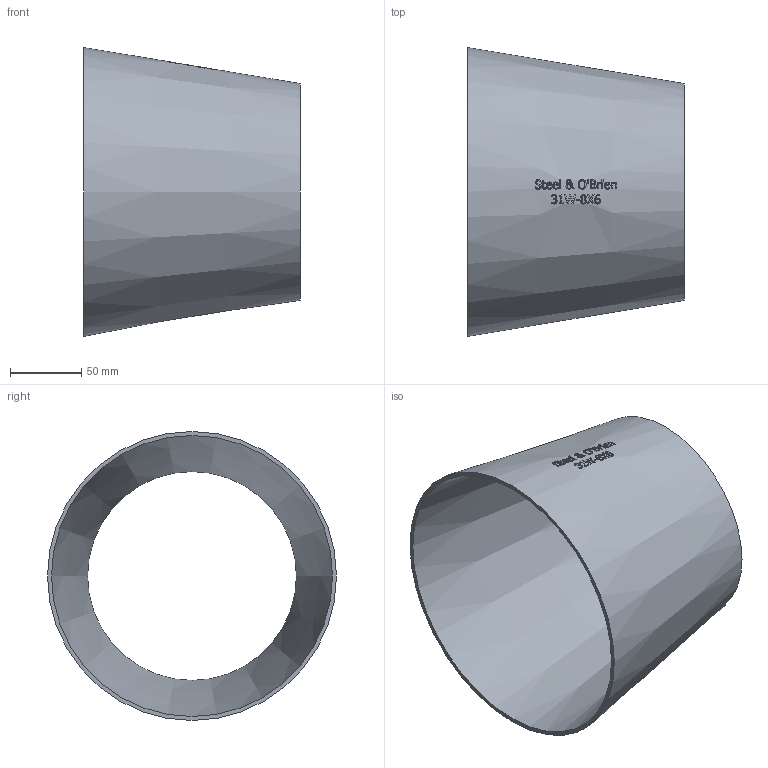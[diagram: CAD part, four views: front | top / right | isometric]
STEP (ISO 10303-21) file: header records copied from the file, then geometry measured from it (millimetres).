
FILE_DESCRIPTION(/* description */ (''),/* implementation_level */ '2;1');
FILE_NAME(/* name */ '31W-8X6.stp',/* time_stamp */ '2019-07-26T15:55:50-04:00',/* author */ ('rick'),/* organization */ (''),/* preprocessor_version */ 'ST-DEVELOPER v15.2',/* originating_system */ 'Autodesk Inventor 2014',/* authorisation */ '');
FILE_SCHEMA (('AUTOMOTIVE_DESIGN { 1 0 10303 214 3 1 1 }'));
Length unit declared in the file: inch
Products named in the file (1): 31W-8X6
Bounding box: 152.4 x 203.2 x 203.2 mm (x, y, z)
Volume: 231987.4 mm3; surface area: 173027.2 mm2
Topology: 1 solids, 1 shells, 344 faces, 930 edges, 620 vertices
Faces by surface type: bspline 177, plane 133, cone 34
Entity records: 14025 total; most frequent: CARTESIAN_POINT 6389, ORIENTED_EDGE 1856, DIRECTION 1056, EDGE_CURVE 928, VERTEX_POINT 620, LINE 428, VECTOR 428, EDGE_LOOP 380
